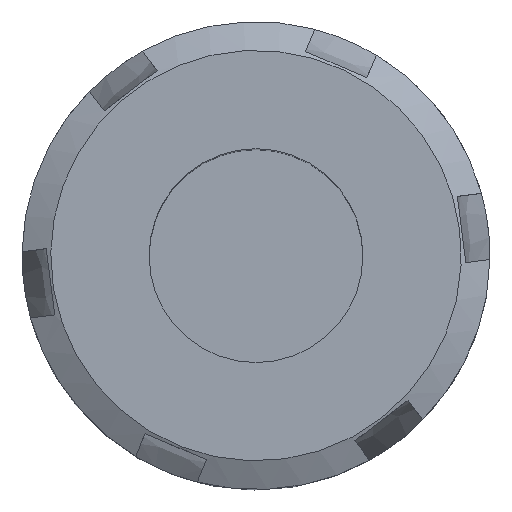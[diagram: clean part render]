
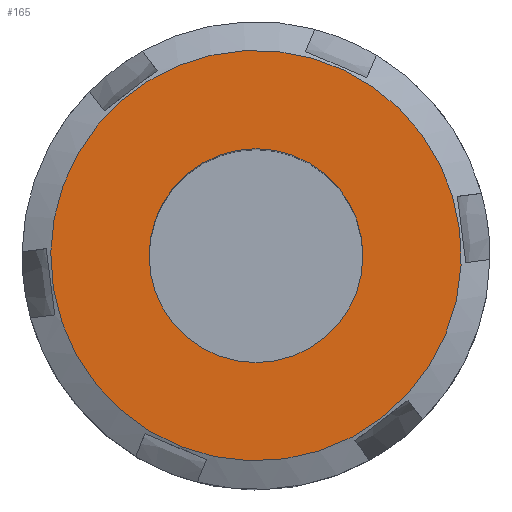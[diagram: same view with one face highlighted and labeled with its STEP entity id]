
A CAD part, top view. The second image highlights one B-rep face of the part: STEP entity #165.
In plain terms, the highlighted planar face has unit normal (0, 0, 1).
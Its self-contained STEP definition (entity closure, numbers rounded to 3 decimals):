
#165=ADVANCED_FACE('',(#228,#229),#203,.T.);
#203=PLANE('',#641);
#228=FACE_BOUND('',#252,.T.);
#229=FACE_BOUND('',#253,.T.);
#252=EDGE_LOOP('',(#302));
#253=EDGE_LOOP('',(#303));
#302=ORIENTED_EDGE('',*,*,#530,.T.);
#303=ORIENTED_EDGE('',*,*,#531,.T.);
#470=VERTEX_POINT('',#835);
#471=VERTEX_POINT('',#837);
#530=EDGE_CURVE('',#470,#470,#614,.T.);
#531=EDGE_CURVE('',#471,#471,#615,.T.);
#614=CIRCLE('',#639,8.);
#615=CIRCLE('',#640,15.355);
#639=AXIS2_PLACEMENT_3D('',#834,#697,#698);
#640=AXIS2_PLACEMENT_3D('',#836,#699,#700);
#641=AXIS2_PLACEMENT_3D('',#838,#701,#702);
#697=DIRECTION('',(0.,0.,-1.));
#698=DIRECTION('',(-1.,0.,0.));
#699=DIRECTION('',(0.,0.,1.));
#700=DIRECTION('',(0.992,0.126,0.));
#701=DIRECTION('',(0.,0.,1.));
#702=DIRECTION('',(0.992,0.126,0.));
#834=CARTESIAN_POINT('',(0.,0.,43.));
#835=CARTESIAN_POINT('',(-8.,0.,43.));
#836=CARTESIAN_POINT('',(0.,0.,43.));
#837=CARTESIAN_POINT('',(15.233,1.936,43.));
#838=CARTESIAN_POINT('',(0.,0.,43.));
